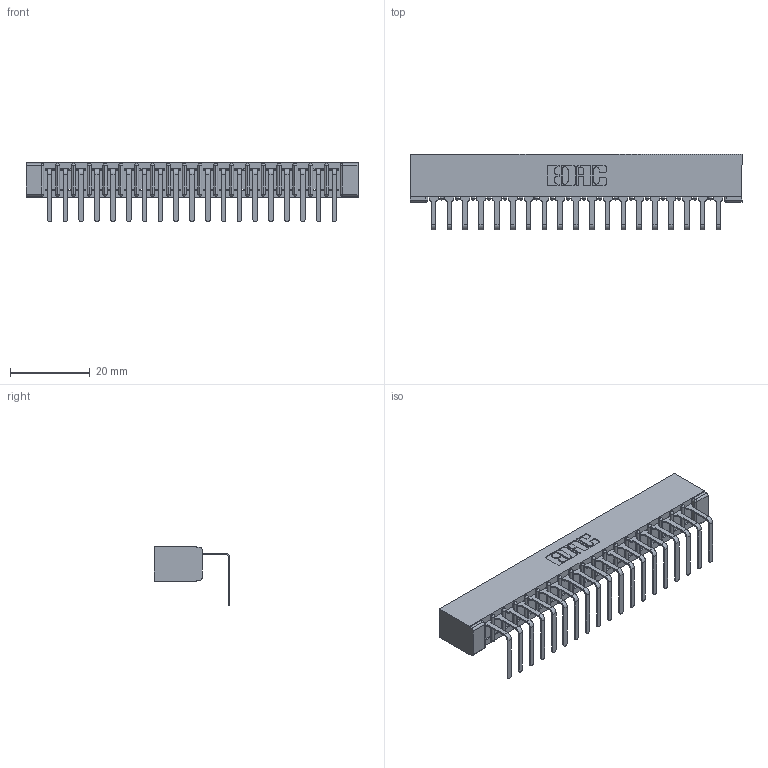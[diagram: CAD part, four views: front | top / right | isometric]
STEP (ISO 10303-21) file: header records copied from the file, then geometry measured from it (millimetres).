
FILE_DESCRIPTION (( 'STEP AP203' ), '1' );
FILE_NAME ('307-019-558-101.STEP', '2019-09-04T13:07:33', ( '' ), ( '' ), 'SwSTEP 2.0', 'SolidWorks 2016', '' );
FILE_SCHEMA (( 'CONFIG_CONTROL_DESIGN' ));
Length unit declared in the file: inch
Products named in the file (3): 307-290-001_558 - 2 (Single); 307 Part_No Mounting Lugs; 307-019-558-101
Assembly tree (20 placements, depth 2):
  307-019-558-101
    307 Part_No Mounting Lugs
    307-290-001_558 - 2 (Single)  x19
Bounding box: 83.16 x 18.96 x 14.81 mm (x, y, z)
Volume: 5542.7 mm3; surface area: 9314.3 mm2
Topology: 20 solids, 20 shells, 1270 faces, 3605 edges, 2322 vertices
Faces by surface type: plane 807, cylinder 423, sphere 40
Entity records: 18950 total; most frequent: CARTESIAN_POINT 3184, ORIENTED_EDGE 3170, DIRECTION 3109, EDGE_CURVE 1585, VECTOR 1207, LINE 1207, VERTEX_POINT 1026, AXIS2_PLACEMENT_3D 951
